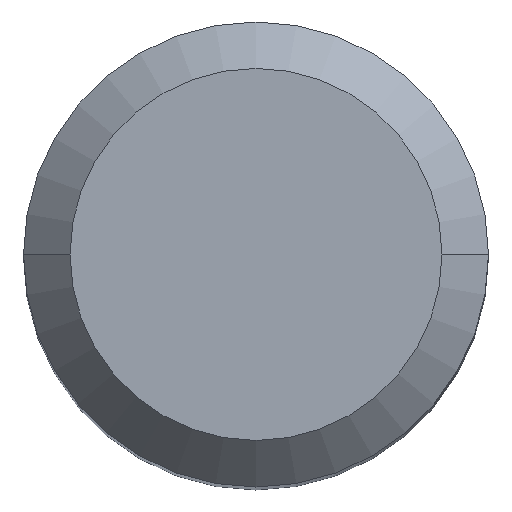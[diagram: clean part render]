
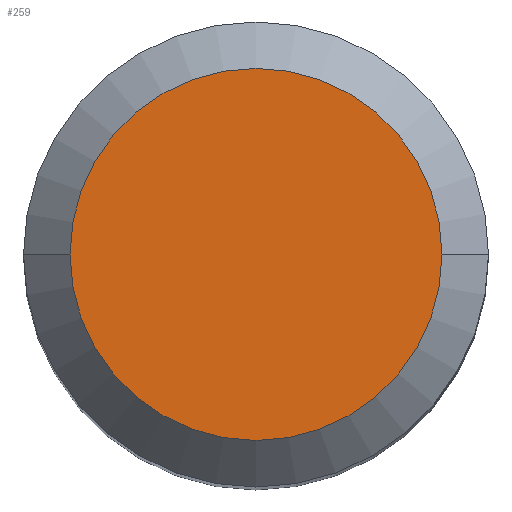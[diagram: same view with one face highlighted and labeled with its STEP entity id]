
A CAD part, top view. The second image highlights one B-rep face of the part: STEP entity #259.
In plain terms, the highlighted planar face has unit normal (0, 0, 1).
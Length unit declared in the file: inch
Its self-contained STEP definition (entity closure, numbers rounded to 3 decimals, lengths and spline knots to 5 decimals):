
#5 = DIRECTION ( 'NONE',  ( -1., 0., 0. ) ) ;
#28 = EDGE_CURVE ( 'NONE', #286, #47, #483, .T. ) ;
#34 = FACE_OUTER_BOUND ( 'NONE', #304, .T. ) ;
#47 = VERTEX_POINT ( 'NONE', #223 ) ;
#72 = CARTESIAN_POINT ( 'NONE',  ( 0., 0., 0. ) ) ;
#84 = CARTESIAN_POINT ( 'NONE',  ( 0., 0., 0. ) ) ;
#90 = AXIS2_PLACEMENT_3D ( 'NONE', #244, #291, #96 ) ;
#96 = DIRECTION ( 'NONE',  ( 1., 0., 0. ) ) ;
#113 = CARTESIAN_POINT ( 'NONE',  ( -0.18896, 0., 0. ) ) ;
#119 = DIRECTION ( 'NONE',  ( 1., 0., 0. ) ) ;
#175 = EDGE_CURVE ( 'NONE', #47, #286, #361, .T. ) ;
#207 = ORIENTED_EDGE ( 'NONE', *, *, #28, .T. ) ;
#219 = DIRECTION ( 'NONE',  ( 0., 0., -1. ) ) ;
#223 = CARTESIAN_POINT ( 'NONE',  ( 0.18896, 0., 0. ) ) ;
#226 = AXIS2_PLACEMENT_3D ( 'NONE', #72, #219, #5 ) ;
#230 = PLANE ( 'NONE',  #226 ) ;
#244 = CARTESIAN_POINT ( 'NONE',  ( 0., 0., 0. ) ) ;
#259 = ADVANCED_FACE ( 'NONE', ( #34 ), #230, .F. ) ;
#286 = VERTEX_POINT ( 'NONE', #113 ) ;
#291 = DIRECTION ( 'NONE',  ( 0., 0., 1. ) ) ;
#304 = EDGE_LOOP ( 'NONE', ( #207, #481 ) ) ;
#317 = DIRECTION ( 'NONE',  ( 0., 0., 1. ) ) ;
#361 = CIRCLE ( 'NONE', #90, 0.18896 ) ;
#466 = AXIS2_PLACEMENT_3D ( 'NONE', #84, #317, #119 ) ;
#481 = ORIENTED_EDGE ( 'NONE', *, *, #175, .T. ) ;
#483 = CIRCLE ( 'NONE', #466, 0.18896 ) ;
